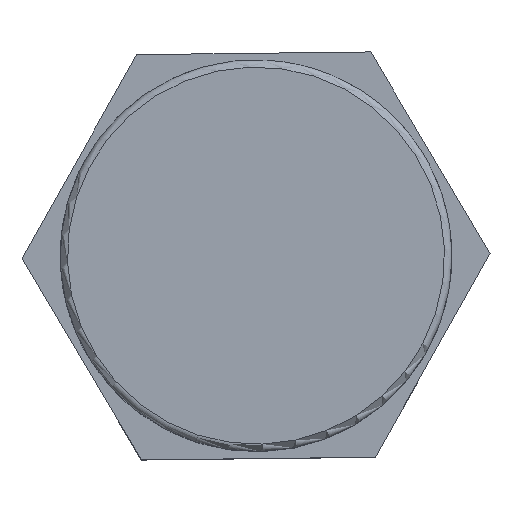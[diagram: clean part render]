
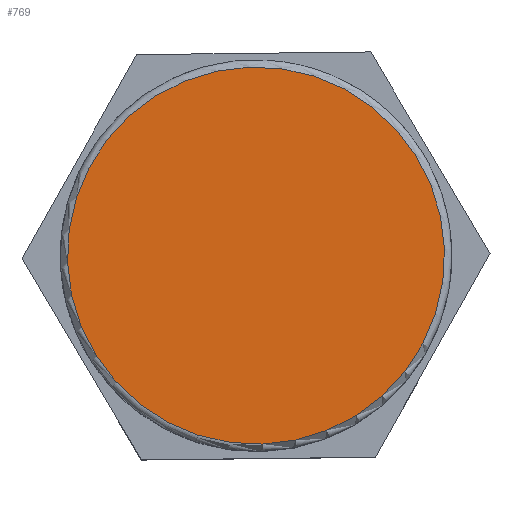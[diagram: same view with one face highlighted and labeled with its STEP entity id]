
A CAD part, top view. The second image highlights one B-rep face of the part: STEP entity #769.
In plain terms, the highlighted face is planar.
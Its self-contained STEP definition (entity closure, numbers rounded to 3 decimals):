
#165=PLANE('',#887);
#212=FACE_OUTER_BOUND('',#280,.T.);
#280=EDGE_LOOP('',(#642));
#319=CIRCLE('',#875,13.);
#393=VERTEX_POINT('',#4378);
#472=EDGE_CURVE('',#393,#393,#319,.T.);
#642=ORIENTED_EDGE('',*,*,#472,.T.);
#769=ADVANCED_FACE('',(#212),#165,.F.);
#875=AXIS2_PLACEMENT_3D('',#4379,#1042,#1043);
#887=AXIS2_PLACEMENT_3D('',#4416,#1078,#1079);
#1042=DIRECTION('center_axis',(0.,0.,-1.));
#1043=DIRECTION('ref_axis',(1.,0.,0.));
#1078=DIRECTION('center_axis',(0.,0.,1.));
#1079=DIRECTION('ref_axis',(1.,0.,0.));
#4378=CARTESIAN_POINT('',(13.,0.,0.));
#4379=CARTESIAN_POINT('Origin',(0.,0.,0.));
#4416=CARTESIAN_POINT('Origin',(0.,0.,0.));
